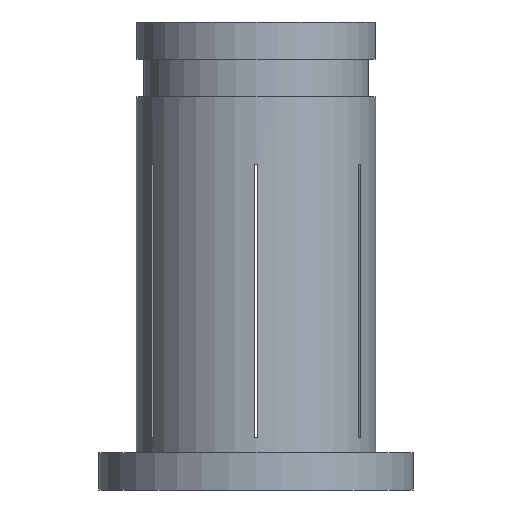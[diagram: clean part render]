
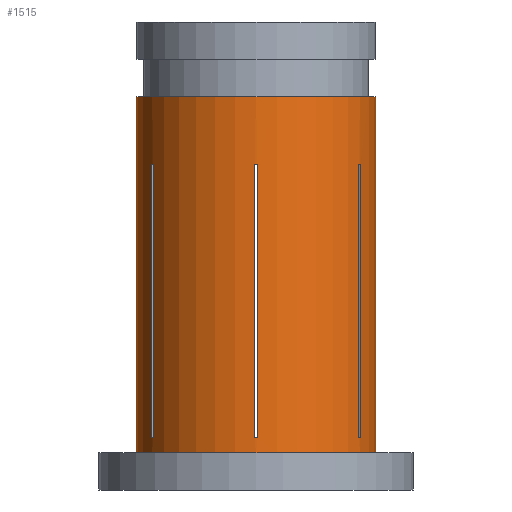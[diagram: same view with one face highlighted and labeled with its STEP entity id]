
A CAD part, front view. The second image highlights one B-rep face of the part: STEP entity #1515.
In plain terms, the highlighted cylindrical face has radius 16 mm (diameter 32 mm), a partial arc.
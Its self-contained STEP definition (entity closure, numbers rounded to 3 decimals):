
#4 = CARTESIAN_POINT ( 'NONE',  ( 13.755, -8.173, -55.5 ) ) ;
#81 = DIRECTION ( 'NONE',  ( 1., 0., 0. ) ) ;
#87 = AXIS2_PLACEMENT_3D ( 'NONE', #734, #1753, #1563 ) ;
#105 = DIRECTION ( 'NONE',  ( 0., 0., -1. ) ) ;
#110 = LINE ( 'NONE', #1853, #132 ) ;
#113 = EDGE_CURVE ( 'NONE', #1880, #549, #843, .T. ) ;
#116 = CIRCLE ( 'NONE', #87, 16. ) ;
#121 = ORIENTED_EDGE ( 'NONE', *, *, #275, .T. ) ;
#132 = VECTOR ( 'NONE', #1026, 1000. ) ;
#161 = VECTOR ( 'NONE', #1093, 1000. ) ;
#186 = CARTESIAN_POINT ( 'NONE',  ( -13.955, -7.826, -55.5 ) ) ;
#196 = CARTESIAN_POINT ( 'NONE',  ( 13.755, -8.173, 0. ) ) ;
#197 = DIRECTION ( 'NONE',  ( 0., 0., -1. ) ) ;
#201 = VERTEX_POINT ( 'NONE', #4 ) ;
#214 = CARTESIAN_POINT ( 'NONE',  ( 16., 0., -57.5 ) ) ;
#217 = AXIS2_PLACEMENT_3D ( 'NONE', #2034, #1378, #1535 ) ;
#251 = VERTEX_POINT ( 'NONE', #1554 ) ;
#265 = FACE_OUTER_BOUND ( 'NONE', #847, .T. ) ;
#275 = EDGE_CURVE ( 'NONE', #1876, #1251, #116, .T. ) ;
#277 = CARTESIAN_POINT ( 'NONE',  ( 0., 0., -19. ) ) ;
#285 = CARTESIAN_POINT ( 'NONE',  ( -13.755, -8.173, -19. ) ) ;
#286 = AXIS2_PLACEMENT_3D ( 'NONE', #1601, #926, #2092 ) ;
#291 = CIRCLE ( 'NONE', #715, 16. ) ;
#292 = DIRECTION ( 'NONE',  ( 0., 0., -1. ) ) ;
#341 = DIRECTION ( 'NONE',  ( 0., 0., 1. ) ) ;
#342 = CARTESIAN_POINT ( 'NONE',  ( 0., 0., -55.5 ) ) ;
#347 = VERTEX_POINT ( 'NONE', #214 ) ;
#350 = ORIENTED_EDGE ( 'NONE', *, *, #113, .T. ) ;
#355 = DIRECTION ( 'NONE',  ( 0., 0., -1. ) ) ;
#360 = VECTOR ( 'NONE', #776, 1000. ) ;
#361 = CARTESIAN_POINT ( 'NONE',  ( 16., 0., 0. ) ) ;
#377 = VERTEX_POINT ( 'NONE', #1781 ) ;
#432 = ORIENTED_EDGE ( 'NONE', *, *, #2014, .F. ) ;
#439 = EDGE_LOOP ( 'NONE', ( #1028, #2105, #1082, #481 ) ) ;
#458 = EDGE_CURVE ( 'NONE', #1119, #347, #1452, .T. ) ;
#467 = ORIENTED_EDGE ( 'NONE', *, *, #1235, .T. ) ;
#471 = CARTESIAN_POINT ( 'NONE',  ( -13.955, -7.826, 0. ) ) ;
#481 = ORIENTED_EDGE ( 'NONE', *, *, #566, .T. ) ;
#502 = VECTOR ( 'NONE', #2151, 1000. ) ;
#519 = CARTESIAN_POINT ( 'NONE',  ( -16., 0., 0. ) ) ;
#533 = EDGE_CURVE ( 'NONE', #1880, #1281, #1053, .T. ) ;
#549 = VERTEX_POINT ( 'NONE', #285 ) ;
#566 = EDGE_CURVE ( 'NONE', #1465, #2127, #664, .T. ) ;
#603 = CARTESIAN_POINT ( 'NONE',  ( -13.755, -8.173, -55.5 ) ) ;
#621 = CARTESIAN_POINT ( 'NONE',  ( 0., 0., -55.5 ) ) ;
#627 = DIRECTION ( 'NONE',  ( -1., 0., 0. ) ) ;
#653 = EDGE_CURVE ( 'NONE', #1119, #709, #1845, .T. ) ;
#661 = VECTOR ( 'NONE', #775, 1000. ) ;
#664 = CIRCLE ( 'NONE', #2076, 16. ) ;
#709 = VERTEX_POINT ( 'NONE', #2044 ) ;
#715 = AXIS2_PLACEMENT_3D ( 'NONE', #911, #105, #1258 ) ;
#734 = CARTESIAN_POINT ( 'NONE',  ( 0., 0., -19. ) ) ;
#757 = EDGE_LOOP ( 'NONE', ( #1190, #350, #2152, #1559 ) ) ;
#775 = DIRECTION ( 'NONE',  ( 0., 0., -1. ) ) ;
#776 = DIRECTION ( 'NONE',  ( 0., 0., -1. ) ) ;
#797 = DIRECTION ( 'NONE',  ( 0., 0., -1. ) ) ;
#841 = VECTOR ( 'NONE', #292, 1000. ) ;
#843 = CIRCLE ( 'NONE', #1291, 16. ) ;
#847 = EDGE_LOOP ( 'NONE', ( #1663, #2125, #1613, #432 ) ) ;
#891 = VECTOR ( 'NONE', #341, 1000. ) ;
#898 = EDGE_CURVE ( 'NONE', #1251, #1889, #1493, .T. ) ;
#905 = CARTESIAN_POINT ( 'NONE',  ( -13.955, -7.826, -19. ) ) ;
#911 = CARTESIAN_POINT ( 'NONE',  ( 0., 0., -55.5 ) ) ;
#912 = CARTESIAN_POINT ( 'NONE',  ( 0., 0., -19. ) ) ;
#917 = DIRECTION ( 'NONE',  ( 0., 0., 1. ) ) ;
#926 = DIRECTION ( 'NONE',  ( 0., 0., 1. ) ) ;
#962 = DIRECTION ( 'NONE',  ( 0., 0., 1. ) ) ;
#992 = CIRCLE ( 'NONE', #217, 16. ) ;
#1007 = EDGE_CURVE ( 'NONE', #549, #1561, #1894, .T. ) ;
#1012 = CARTESIAN_POINT ( 'NONE',  ( 13.955, -7.826, -19. ) ) ;
#1019 = CARTESIAN_POINT ( 'NONE',  ( 0.2, -15.999, -19. ) ) ;
#1026 = DIRECTION ( 'NONE',  ( 0., 0., -1. ) ) ;
#1028 = ORIENTED_EDGE ( 'NONE', *, *, #1757, .F. ) ;
#1051 = CIRCLE ( 'NONE', #1917, 16. ) ;
#1053 = LINE ( 'NONE', #471, #841 ) ;
#1082 = ORIENTED_EDGE ( 'NONE', *, *, #2006, .T. ) ;
#1084 = CARTESIAN_POINT ( 'NONE',  ( 0., 0., -57.5 ) ) ;
#1093 = DIRECTION ( 'NONE',  ( 0., 0., -1. ) ) ;
#1100 = CARTESIAN_POINT ( 'NONE',  ( -13.755, -8.173, 0. ) ) ;
#1119 = VERTEX_POINT ( 'NONE', #1476 ) ;
#1130 = CYLINDRICAL_SURFACE ( 'NONE', #286, 16. ) ;
#1190 = ORIENTED_EDGE ( 'NONE', *, *, #533, .F. ) ;
#1205 = FACE_BOUND ( 'NONE', #757, .T. ) ;
#1235 = EDGE_CURVE ( 'NONE', #1889, #201, #1051, .T. ) ;
#1251 = VERTEX_POINT ( 'NONE', #1012 ) ;
#1258 = DIRECTION ( 'NONE',  ( -1., 0., 0. ) ) ;
#1281 = VERTEX_POINT ( 'NONE', #186 ) ;
#1291 = AXIS2_PLACEMENT_3D ( 'NONE', #277, #962, #1489 ) ;
#1378 = DIRECTION ( 'NONE',  ( 0., 0., 1. ) ) ;
#1408 = CARTESIAN_POINT ( 'NONE',  ( 13.755, -8.173, -19. ) ) ;
#1422 = LINE ( 'NONE', #196, #1863 ) ;
#1445 = LINE ( 'NONE', #1775, #360 ) ;
#1452 = CIRCLE ( 'NONE', #1513, 16. ) ;
#1465 = VERTEX_POINT ( 'NONE', #1905 ) ;
#1476 = CARTESIAN_POINT ( 'NONE',  ( -16., 0., -57.5 ) ) ;
#1489 = DIRECTION ( 'NONE',  ( 1., 0., 0. ) ) ;
#1490 = LINE ( 'NONE', #361, #891 ) ;
#1493 = LINE ( 'NONE', #1926, #161 ) ;
#1513 = AXIS2_PLACEMENT_3D ( 'NONE', #1084, #1934, #81 ) ;
#1515 = ADVANCED_FACE ( 'NONE', ( #265, #2097, #1205, #1991 ), #1130, .T. ) ;
#1535 = DIRECTION ( 'NONE',  ( 1., 0., 0. ) ) ;
#1553 = EDGE_CURVE ( 'NONE', #1561, #1281, #291, .T. ) ;
#1554 = CARTESIAN_POINT ( 'NONE',  ( -0.2, -15.999, -19. ) ) ;
#1559 = ORIENTED_EDGE ( 'NONE', *, *, #1553, .T. ) ;
#1561 = VERTEX_POINT ( 'NONE', #603 ) ;
#1563 = DIRECTION ( 'NONE',  ( 1., 0., 0. ) ) ;
#1586 = CARTESIAN_POINT ( 'NONE',  ( -0.2, -15.999, -55.5 ) ) ;
#1601 = CARTESIAN_POINT ( 'NONE',  ( 0., 0., 0. ) ) ;
#1602 = DIRECTION ( 'NONE',  ( 1., 0., 0. ) ) ;
#1613 = ORIENTED_EDGE ( 'NONE', *, *, #1793, .T. ) ;
#1658 = ORIENTED_EDGE ( 'NONE', *, *, #1827, .F. ) ;
#1663 = ORIENTED_EDGE ( 'NONE', *, *, #653, .F. ) ;
#1719 = CARTESIAN_POINT ( 'NONE',  ( 13.955, -7.826, -55.5 ) ) ;
#1753 = DIRECTION ( 'NONE',  ( 0., 0., 1. ) ) ;
#1757 = EDGE_CURVE ( 'NONE', #251, #2127, #110, .T. ) ;
#1760 = AXIS2_PLACEMENT_3D ( 'NONE', #912, #917, #1602 ) ;
#1775 = CARTESIAN_POINT ( 'NONE',  ( 0.2, -15.999, 0. ) ) ;
#1781 = CARTESIAN_POINT ( 'NONE',  ( 16., 0., -10. ) ) ;
#1793 = EDGE_CURVE ( 'NONE', #347, #377, #1490, .T. ) ;
#1804 = VERTEX_POINT ( 'NONE', #1019 ) ;
#1827 = EDGE_CURVE ( 'NONE', #1876, #201, #1422, .T. ) ;
#1845 = LINE ( 'NONE', #519, #502 ) ;
#1853 = CARTESIAN_POINT ( 'NONE',  ( -0.2, -15.999, 0. ) ) ;
#1863 = VECTOR ( 'NONE', #355, 1000. ) ;
#1876 = VERTEX_POINT ( 'NONE', #1408 ) ;
#1880 = VERTEX_POINT ( 'NONE', #905 ) ;
#1889 = VERTEX_POINT ( 'NONE', #1719 ) ;
#1894 = LINE ( 'NONE', #1100, #661 ) ;
#1905 = CARTESIAN_POINT ( 'NONE',  ( 0.2, -15.999, -55.5 ) ) ;
#1917 = AXIS2_PLACEMENT_3D ( 'NONE', #342, #197, #2017 ) ;
#1925 = EDGE_LOOP ( 'NONE', ( #121, #2004, #467, #1658 ) ) ;
#1926 = CARTESIAN_POINT ( 'NONE',  ( 13.955, -7.826, 0. ) ) ;
#1934 = DIRECTION ( 'NONE',  ( 0., 0., 1. ) ) ;
#1987 = EDGE_CURVE ( 'NONE', #251, #1804, #2018, .T. ) ;
#1991 = FACE_BOUND ( 'NONE', #439, .T. ) ;
#2004 = ORIENTED_EDGE ( 'NONE', *, *, #898, .T. ) ;
#2006 = EDGE_CURVE ( 'NONE', #1804, #1465, #1445, .T. ) ;
#2014 = EDGE_CURVE ( 'NONE', #709, #377, #992, .T. ) ;
#2017 = DIRECTION ( 'NONE',  ( -1., 0., 0. ) ) ;
#2018 = CIRCLE ( 'NONE', #1760, 16. ) ;
#2034 = CARTESIAN_POINT ( 'NONE',  ( 0., 0., -10. ) ) ;
#2044 = CARTESIAN_POINT ( 'NONE',  ( -16., 0., -10. ) ) ;
#2076 = AXIS2_PLACEMENT_3D ( 'NONE', #621, #797, #627 ) ;
#2092 = DIRECTION ( 'NONE',  ( 1., 0., 0. ) ) ;
#2097 = FACE_BOUND ( 'NONE', #1925, .T. ) ;
#2105 = ORIENTED_EDGE ( 'NONE', *, *, #1987, .T. ) ;
#2125 = ORIENTED_EDGE ( 'NONE', *, *, #458, .T. ) ;
#2127 = VERTEX_POINT ( 'NONE', #1586 ) ;
#2151 = DIRECTION ( 'NONE',  ( 0., 0., 1. ) ) ;
#2152 = ORIENTED_EDGE ( 'NONE', *, *, #1007, .T. ) ;
